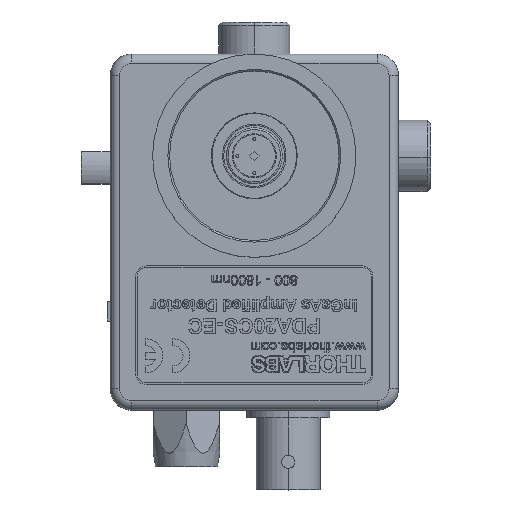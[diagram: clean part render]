
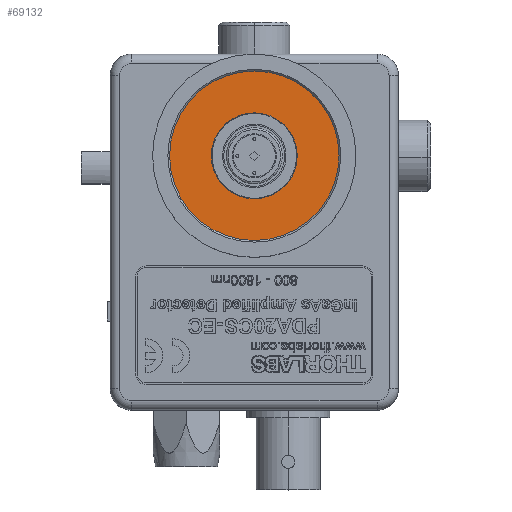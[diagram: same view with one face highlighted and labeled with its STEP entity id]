
A CAD part, top view. The second image highlights one B-rep face of the part: STEP entity #69132.
In plain terms, the highlighted planar face has unit normal (0, 0, 1).
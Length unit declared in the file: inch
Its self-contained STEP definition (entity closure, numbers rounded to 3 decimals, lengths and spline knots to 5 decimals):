
#18757 = VERTEX_POINT ( 'NONE', #47854 ) ;
#19162 = VERTEX_POINT ( 'NONE', #50145 ) ;
#19264 = EDGE_CURVE ( 'NONE', #18757, #19162, #50770, .T. ) ;
#19297 = VERTEX_POINT ( 'NONE', #51067 ) ;
#19325 = VERTEX_POINT ( 'NONE', #51104 ) ;
#19326 = EDGE_CURVE ( 'NONE', #19297, #19325, #51129, .T. ) ;
#47854 = CARTESIAN_POINT ( 'NONE',  ( 1.3675, 1.5, 0.88 ) ) ;
#50145 = CARTESIAN_POINT ( 'NONE',  ( 0.3325, 1.5, 0.88 ) ) ;
#50697 = CARTESIAN_POINT ( 'NONE',  ( 0.85, 1.5, 0.88 ) ) ;
#50737 = AXIS2_PLACEMENT_3D ( 'NONE', #50697, #50761, #50759 ) ;
#50759 = DIRECTION ( 'NONE',  ( 1., 0., 0. ) ) ;
#50761 = DIRECTION ( 'NONE',  ( 0., 0., 1. ) ) ;
#50770 = CIRCLE ( 'NONE', #50737, 0.5175 ) ;
#51067 = CARTESIAN_POINT ( 'NONE',  ( 0.5965, 1.5, 0.88 ) ) ;
#51104 = CARTESIAN_POINT ( 'NONE',  ( 1.1035, 1.5, 0.88 ) ) ;
#51122 = DIRECTION ( 'NONE',  ( 1., 0., 0. ) ) ;
#51123 = DIRECTION ( 'NONE',  ( 0., 0., 1. ) ) ;
#51125 = AXIS2_PLACEMENT_3D ( 'NONE', #51142, #51123, #51122 ) ;
#51129 = CIRCLE ( 'NONE', #51125, 0.2535 ) ;
#51142 = CARTESIAN_POINT ( 'NONE',  ( 0.85, 1.5, 0.88 ) ) ;
#68912 = EDGE_CURVE ( 'NONE', #19325, #19297, #79743, .T. ) ;
#69125 = ORIENTED_EDGE ( 'NONE', *, *, #69225, .T. ) ;
#69128 = ORIENTED_EDGE ( 'NONE', *, *, #19264, .T. ) ;
#69129 = ORIENTED_EDGE ( 'NONE', *, *, #19326, .F. ) ;
#69130 = EDGE_LOOP ( 'NONE', ( #69134, #69129 ) ) ;
#69132 = ADVANCED_FACE ( 'NONE', ( #80489, #80488 ), #80509, .T. ) ;
#69134 = ORIENTED_EDGE ( 'NONE', *, *, #68912, .F. ) ;
#69135 = EDGE_LOOP ( 'NONE', ( #69125, #69128 ) ) ;
#69225 = EDGE_CURVE ( 'NONE', #19162, #18757, #80954, .T. ) ;
#79712 = DIRECTION ( 'NONE',  ( 1., 0., 0. ) ) ;
#79714 = DIRECTION ( 'NONE',  ( 0., 0., 1. ) ) ;
#79716 = AXIS2_PLACEMENT_3D ( 'NONE', #79746, #79714, #79712 ) ;
#79743 = CIRCLE ( 'NONE', #79716, 0.2535 ) ;
#79746 = CARTESIAN_POINT ( 'NONE',  ( 0.85, 1.5, 0.88 ) ) ;
#80486 = AXIS2_PLACEMENT_3D ( 'NONE', #80561, #80559, #80558 ) ;
#80488 = FACE_OUTER_BOUND ( 'NONE', #69135, .T. ) ;
#80489 = FACE_BOUND ( 'NONE', #69130, .T. ) ;
#80509 = PLANE ( 'NONE',  #80486 ) ;
#80558 = DIRECTION ( 'NONE',  ( 1., 0., 0. ) ) ;
#80559 = DIRECTION ( 'NONE',  ( 0., 0., 1. ) ) ;
#80561 = CARTESIAN_POINT ( 'NONE',  ( 0.85, 1.5, 0.88 ) ) ;
#80828 = AXIS2_PLACEMENT_3D ( 'NONE', #81071, #81069, #81068 ) ;
#80954 = CIRCLE ( 'NONE', #80828, 0.5175 ) ;
#81068 = DIRECTION ( 'NONE',  ( 1., 0., 0. ) ) ;
#81069 = DIRECTION ( 'NONE',  ( 0., 0., 1. ) ) ;
#81071 = CARTESIAN_POINT ( 'NONE',  ( 0.85, 1.5, 0.88 ) ) ;
